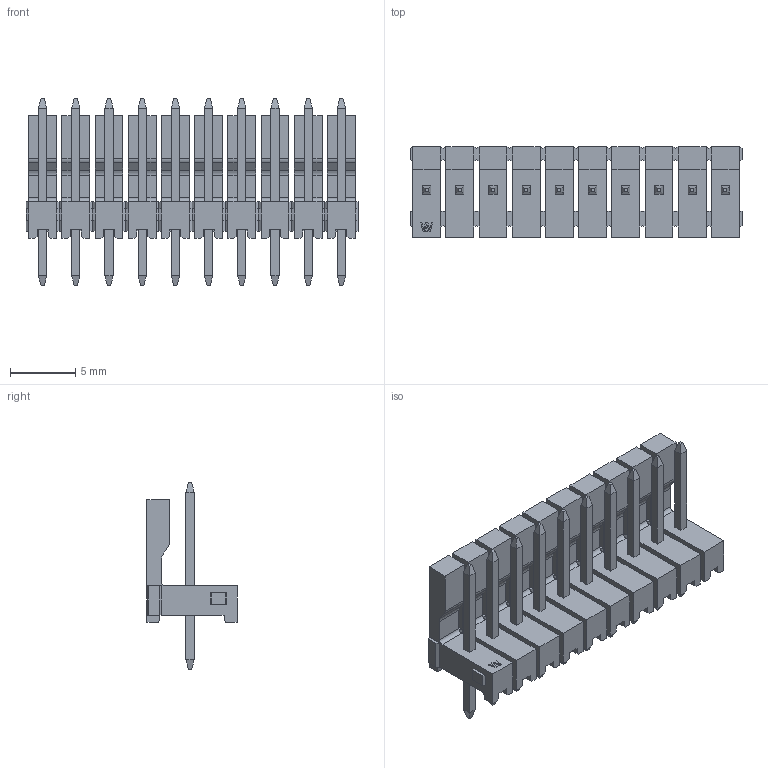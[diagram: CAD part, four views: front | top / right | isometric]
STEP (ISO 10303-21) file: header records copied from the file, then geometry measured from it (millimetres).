
FILE_DESCRIPTION( ('This file contains a STEP AP42 implementation' ,'as created by ZW3D STEP Interface translator.') ,'2;1' );
FILE_NAME( 'WF2545-DWS10W01.stp' ,'24 1 5.173133', (''), ('ZWCAD Software Co.'), 'Version 1.0', 'ZW3D to STEP translator', '' );
FILE_SCHEMA(('AUTOMOTIVE_DESIGN { 1 0 10303 214 1 1 1 1 }'));
Length unit declared in the file: millimetre
Products named in the file (2): 0; WF2545-DWS10W01
Bounding box: 25.4 x 6.9 x 14.3 mm (x, y, z)
Volume: 567.2 mm3; surface area: 1665.4 mm2
Topology: 1 solids, 1 shells, 807 faces, 2173 edges, 1382 vertices
Faces by surface type: plane 777, cylinder 30
Entity records: 25400 total; most frequent: CARTESIAN_POINT 4363, ORIENTED_EDGE 4346, DIRECTION 3849, EDGE_CURVE 2173, VECTOR 2113, LINE 2113, VERTEX_POINT 1382, AXIS2_PLACEMENT_3D 868
